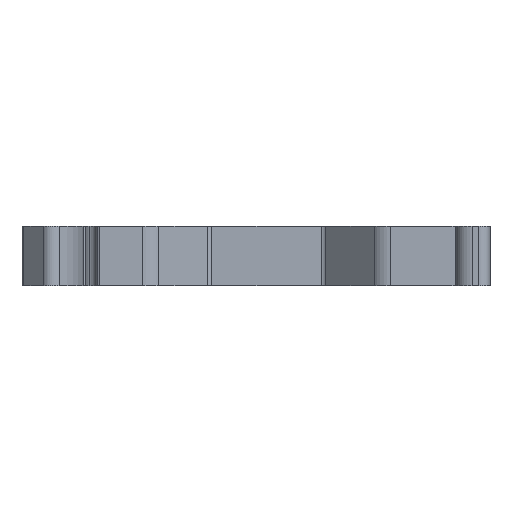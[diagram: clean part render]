
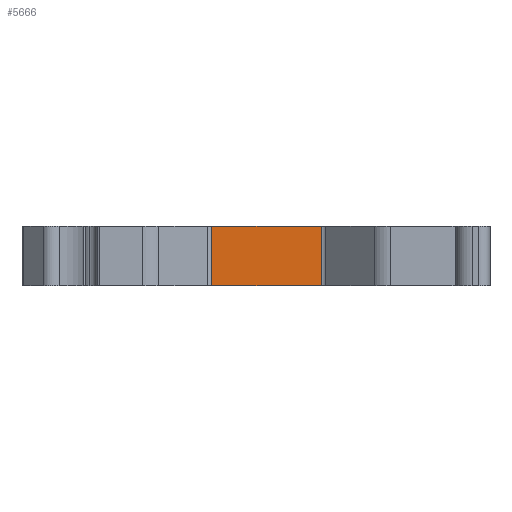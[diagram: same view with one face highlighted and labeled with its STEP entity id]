
A CAD part, front view. The second image highlights one B-rep face of the part: STEP entity #5666.
In plain terms, the highlighted planar face has unit normal (0, -1, 0).
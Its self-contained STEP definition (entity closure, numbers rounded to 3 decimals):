
#242=DIRECTION('',(1.,0.,0.));
#243=VECTOR('',#242,9.586);
#244=CARTESIAN_POINT('',(-4.793,-28.3,0.));
#245=LINE('',#244,#243);
#658=DIRECTION('',(1.,0.,0.));
#659=VECTOR('',#658,9.586);
#660=CARTESIAN_POINT('',(-4.793,-28.3,5.2));
#661=LINE('',#660,#659);
#2175=DIRECTION('',(0.,0.,1.));
#2176=VECTOR('',#2175,5.2);
#2177=CARTESIAN_POINT('',(-4.793,-28.3,0.));
#2178=LINE('',#2177,#2176);
#2179=DIRECTION('',(0.,0.,1.));
#2180=VECTOR('',#2179,5.2);
#2181=CARTESIAN_POINT('',(4.793,-28.3,0.));
#2182=LINE('',#2181,#2180);
#2442=CARTESIAN_POINT('',(-4.793,-28.3,0.));
#2443=VERTEX_POINT('',#2442);
#2444=CARTESIAN_POINT('',(4.793,-28.3,0.));
#2445=VERTEX_POINT('',#2444);
#2620=CARTESIAN_POINT('',(-4.793,-28.3,5.2));
#2621=VERTEX_POINT('',#2620);
#2622=CARTESIAN_POINT('',(4.793,-28.3,5.2));
#2623=VERTEX_POINT('',#2622);
#5654=CARTESIAN_POINT('',(-4.793,-28.3,0.));
#5655=DIRECTION('',(0.,-1.,0.));
#5656=DIRECTION('',(1.,0.,0.));
#5657=AXIS2_PLACEMENT_3D('',#5654,#5655,#5656);
#5658=PLANE('',#5657);
#5659=ORIENTED_EDGE('',*,*,#3144,.F.);
#5660=ORIENTED_EDGE('',*,*,#5649,.T.);
#5661=ORIENTED_EDGE('',*,*,#3362,.T.);
#5663=ORIENTED_EDGE('',*,*,#5662,.F.);
#5664=EDGE_LOOP('',(#5659,#5660,#5661,#5663));
#5665=FACE_OUTER_BOUND('',#5664,.F.);
#3144=EDGE_CURVE('',#2443,#2445,#245,.T.);
#3362=EDGE_CURVE('',#2621,#2623,#661,.T.);
#5649=EDGE_CURVE('',#2443,#2621,#2178,.T.);
#5662=EDGE_CURVE('',#2445,#2623,#2182,.T.);
#5666=ADVANCED_FACE('',(#5665),#5658,.T.);
